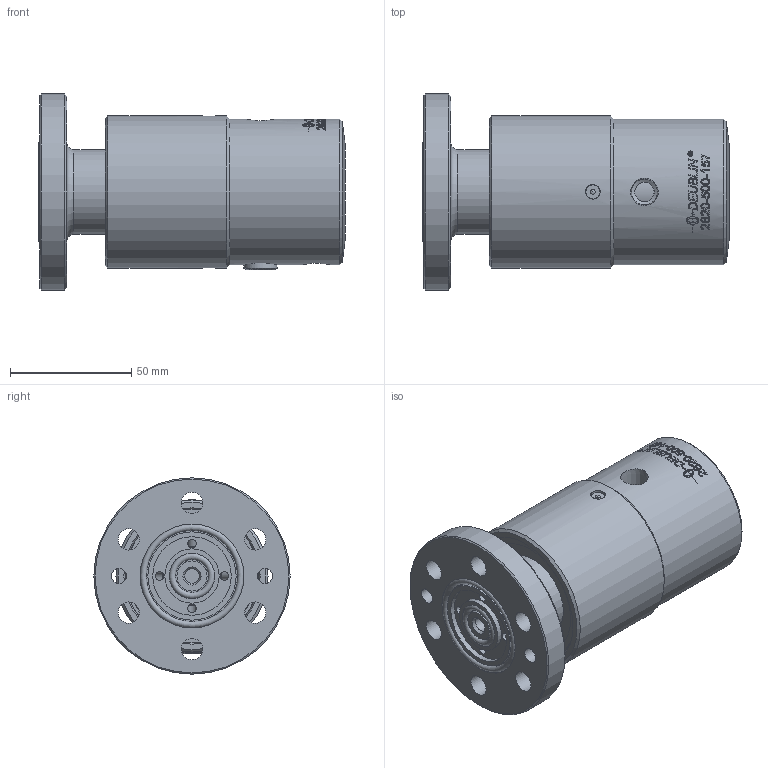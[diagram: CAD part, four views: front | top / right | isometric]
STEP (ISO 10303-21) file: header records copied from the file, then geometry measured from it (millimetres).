
FILE_DESCRIPTION(/* description */ (''),/* implementation_level */ '2;1');
FILE_NAME(/* name */ '2620-500-157-IC.stp',/* time_stamp */ '2020-05-17T17:13:08-05:00',/* author */ ('Moorera'),/* organization */ (''),/* preprocessor_version */ 'ST-DEVELOPER v18.1',/* originating_system */ 'Autodesk Inventor 2020',/* authorisation */ '');
FILE_SCHEMA (('AUTOMOTIVE_DESIGN { 1 0 10303 214 3 1 1 }'));
Length unit declared in the file: millimetre
Products named in the file (1): 2620-500-157-IC
Bounding box: 126.52 x 81 x 81 mm (x, y, z)
Volume: 345745.6 mm3; surface area: 47780.8 mm2
Topology: 3 solids, 4 shells, 485 faces, 1299 edges, 869 vertices
Faces by surface type: plane 238, bspline 133, cylinder 85, cone 24, torus 3, sphere 2
Full cylindrical faces by diameter (mm): 2.5 x2, 3.5 x4, 5.75 x2, 6 x3, 6.4 x2, 8 x3, 8.8 x6, 10.719 x3, 12.4 x1, 18.8 x1, 22.4 x1, 32.4 x1, 35 x1, 36.4 x1, 42.8 x1, 54.95 x1, 55.009 x1, 55.1 x1, 57.99 x1, 60 x1, 62.8 x1, 81 x1
Entity records: 19468 total; most frequent: CARTESIAN_POINT 7530, ORIENTED_EDGE 2594, DIRECTION 2241, EDGE_CURVE 1297, AXIS2_PLACEMENT_3D 888, VERTEX_POINT 869, EDGE_LOOP 564, FACE_OUTER_BOUND 485
